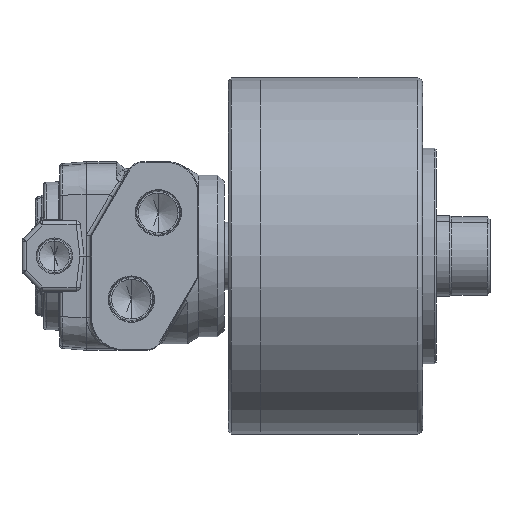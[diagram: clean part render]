
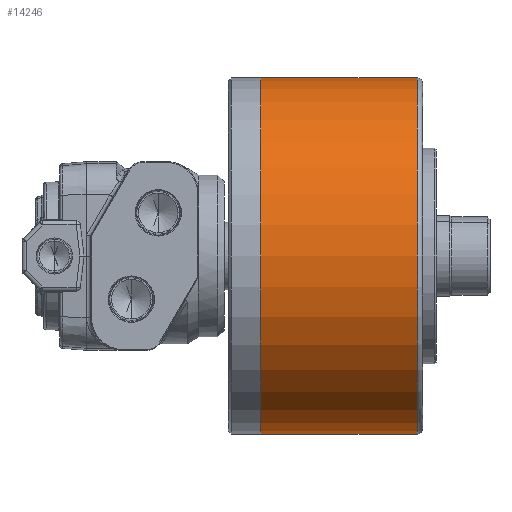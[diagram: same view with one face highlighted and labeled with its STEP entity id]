
A CAD part, front view. The second image highlights one B-rep face of the part: STEP entity #14246.
In plain terms, the highlighted cylindrical face has radius 66 mm (diameter 132 mm), a partial arc.
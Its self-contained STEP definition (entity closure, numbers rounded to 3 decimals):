
#5070 = CARTESIAN_POINT ( 'NONE',  ( 58., 0., 66. ) ) ;
#7246 = CIRCLE ( 'NONE', #7311, 66. ) ;
#7311 = AXIS2_PLACEMENT_3D ( 'NONE', #7322, #7359, #7361 ) ;
#7314 = CARTESIAN_POINT ( 'NONE',  ( 0., 0., 66. ) ) ;
#7322 = CARTESIAN_POINT ( 'NONE',  ( 58., 0., 0. ) ) ;
#7359 = DIRECTION ( 'NONE',  ( -1., 0., 0. ) ) ;
#7361 = DIRECTION ( 'NONE',  ( 0., 0., 1. ) ) ;
#7408 = CIRCLE ( 'NONE', #7436, 66. ) ;
#7428 = DIRECTION ( 'NONE',  ( 0., 0., 1. ) ) ;
#7429 = DIRECTION ( 'NONE',  ( -1., 0., 0. ) ) ;
#7430 = CARTESIAN_POINT ( 'NONE',  ( 0., 0., 0. ) ) ;
#7436 = AXIS2_PLACEMENT_3D ( 'NONE', #7430, #7429, #7428 ) ;
#7533 = LINE ( 'NONE', #7585, #7550 ) ;
#7549 = DIRECTION ( 'NONE',  ( -1., 0., 0. ) ) ;
#7550 = VECTOR ( 'NONE', #7549, 1000. ) ;
#7578 = CARTESIAN_POINT ( 'NONE',  ( 0., 0., -66. ) ) ;
#7585 = CARTESIAN_POINT ( 'NONE',  ( 0., 0., 66. ) ) ;
#7594 = DIRECTION ( 'NONE',  ( 0., 0., 1. ) ) ;
#7610 = DIRECTION ( 'NONE',  ( -1., 0., 0. ) ) ;
#7611 = VECTOR ( 'NONE', #7610, 1000. ) ;
#7612 = CYLINDRICAL_SURFACE ( 'NONE', #7629, 66. ) ;
#7613 = FACE_OUTER_BOUND ( 'NONE', #14268, .T. ) ;
#7629 = AXIS2_PLACEMENT_3D ( 'NONE', #7655, #7654, #7594 ) ;
#7634 = CARTESIAN_POINT ( 'NONE',  ( 0., 0., -66. ) ) ;
#7635 = LINE ( 'NONE', #7634, #7611 ) ;
#7654 = DIRECTION ( 'NONE',  ( -1., 0., 0. ) ) ;
#7655 = CARTESIAN_POINT ( 'NONE',  ( 0., 0., 0. ) ) ;
#13460 = VERTEX_POINT ( 'NONE', #14037 ) ;
#13635 = VERTEX_POINT ( 'NONE', #5070 ) ;
#14028 = VERTEX_POINT ( 'NONE', #7314 ) ;
#14037 = CARTESIAN_POINT ( 'NONE',  ( 58., 0., -66. ) ) ;
#14129 = EDGE_CURVE ( 'NONE', #13460, #13635, #7246, .T. ) ;
#14131 = ORIENTED_EDGE ( 'NONE', *, *, #14202, .T. ) ;
#14134 = EDGE_CURVE ( 'NONE', #14198, #14028, #7408, .T. ) ;
#14136 = ORIENTED_EDGE ( 'NONE', *, *, #14134, .F. ) ;
#14137 = ORIENTED_EDGE ( 'NONE', *, *, #14129, .T. ) ;
#14198 = VERTEX_POINT ( 'NONE', #7578 ) ;
#14202 = EDGE_CURVE ( 'NONE', #13635, #14028, #7533, .T. ) ;
#14232 = EDGE_CURVE ( 'NONE', #13460, #14198, #7635, .T. ) ;
#14240 = ORIENTED_EDGE ( 'NONE', *, *, #14232, .F. ) ;
#14246 = ADVANCED_FACE ( 'NONE', ( #7613 ), #7612, .T. ) ;
#14268 = EDGE_LOOP ( 'NONE', ( #14240, #14137, #14131, #14136 ) ) ;
